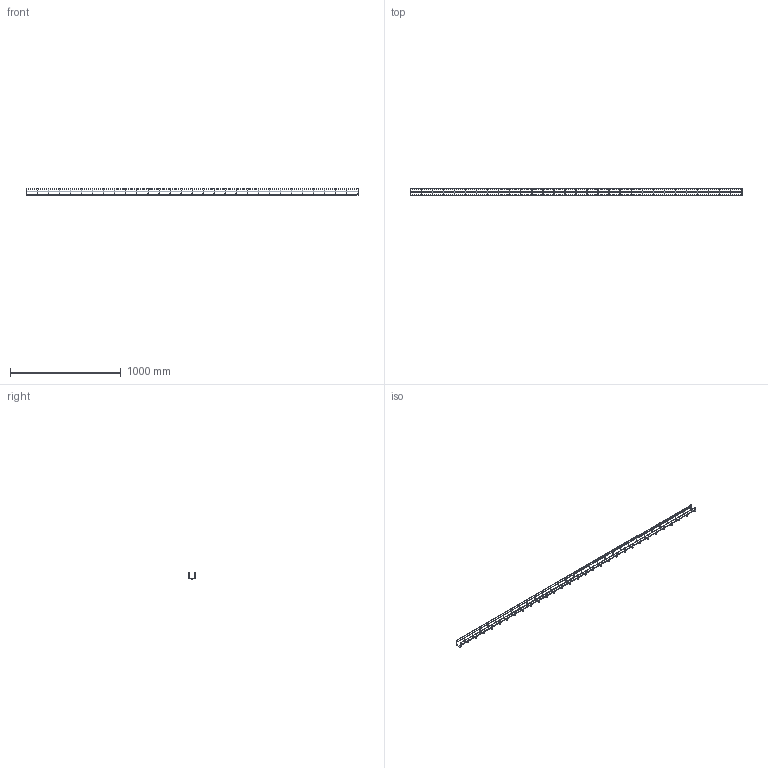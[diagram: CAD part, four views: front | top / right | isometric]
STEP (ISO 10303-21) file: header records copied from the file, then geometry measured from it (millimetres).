
FILE_DESCRIPTION(/* description */ (''),/* implementation_level */ '2;1');
FILE_NAME(/* name */ '000066.stp',/* time_stamp */ '2024-01-03T10:47:12+01:00',/* author */ ('bonnaudn'),/* organization */ (''),/* preprocessor_version */ 'ST-DEVELOPER v19.2',/* originating_system */ 'AutoCAD Mechanical',/* authorisation */ '');
FILE_SCHEMA (('AUTOMOTIVE_DESIGN { 1 0 10303 214 3 1 1 }'));
Length unit declared in the file: millimetre
Products named in the file (3): Product; *U1; *U0
Assembly tree (32 placements, depth 3):
  Product
    *U1
      *U0  x31
Bounding box: 3003.9 x 63.52 x 58.47 mm (x, y, z)
Volume: 235698.3 mm3; surface area: 242364.3 mm2
Topology: 36 solids, 36 shells, 232 faces, 480 edges, 320 vertices
Faces by surface type: cylinder 98, plane 72, torus 62
Full cylindrical faces by diameter (mm): 3.9 x96, 3.913 x2
Entity records: 783 total; most frequent: DIRECTION 166, CARTESIAN_POINT 107, AXIS2_PLACEMENT_3D 79, ORIENTED_EDGE 60, PRODUCT_DEFINITION_SHAPE 35, ITEM_DEFINED_TRANSFORMATION 32, CONTEXT_DEPENDENT_SHAPE_REPRESENTATION 32, NEXT_ASSEMBLY_USAGE_OCCURRENCE 32
